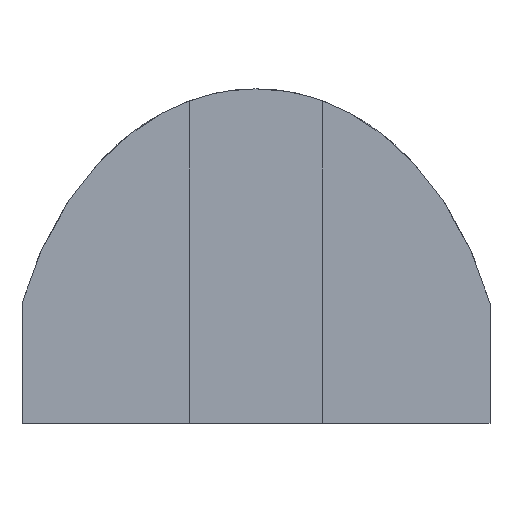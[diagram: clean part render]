
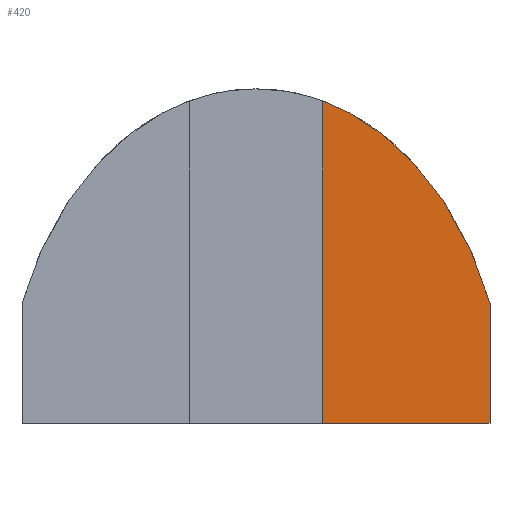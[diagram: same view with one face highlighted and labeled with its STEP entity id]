
A CAD part, front view. The second image highlights one B-rep face of the part: STEP entity #420.
In plain terms, the highlighted planar face has unit normal (0, -1, 0).
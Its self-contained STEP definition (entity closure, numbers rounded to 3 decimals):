
#22 = VERTEX_POINT('',#23);
#23 = CARTESIAN_POINT('',(35.,-15.,0.));
#32 = PLANE('',#33);
#33 = AXIS2_PLACEMENT_3D('',#34,#35,#36);
#34 = CARTESIAN_POINT('',(35.,-15.,0.));
#35 = DIRECTION('',(1.,0.,0.));
#36 = DIRECTION('',(0.,-1.,0.));
#44 = PLANE('',#45);
#45 = AXIS2_PLACEMENT_3D('',#46,#47,#48);
#46 = CARTESIAN_POINT('',(35.,-15.,0.));
#47 = DIRECTION('',(0.,0.,-1.));
#48 = DIRECTION('',(-1.,0.,0.));
#56 = EDGE_CURVE('',#22,#57,#59,.T.);
#57 = VERTEX_POINT('',#58);
#58 = CARTESIAN_POINT('',(35.,-15.,17.951));
#59 = SURFACE_CURVE('',#60,(#64,#71),.PCURVE_S1.);
#60 = LINE('',#61,#62);
#61 = CARTESIAN_POINT('',(35.,-15.,0.));
#62 = VECTOR('',#63,1.);
#63 = DIRECTION('',(0.,0.,1.));
#64 = PCURVE('',#32,#65);
#65 = DEFINITIONAL_REPRESENTATION('',(#66),#70);
#66 = LINE('',#67,#68);
#67 = CARTESIAN_POINT('',(0.,0.));
#68 = VECTOR('',#69,1.);
#69 = DIRECTION('',(0.,-1.));
#70 = ( GEOMETRIC_REPRESENTATION_CONTEXT(2) 
PARAMETRIC_REPRESENTATION_CONTEXT() REPRESENTATION_CONTEXT('2D SPACE',''
  ) );
#71 = PCURVE('',#72,#77);
#72 = PLANE('',#73);
#73 = AXIS2_PLACEMENT_3D('',#74,#75,#76);
#74 = CARTESIAN_POINT('',(35.,-15.,0.));
#75 = DIRECTION('',(0.,1.,0.));
#76 = DIRECTION('',(1.,0.,0.));
#77 = DEFINITIONAL_REPRESENTATION('',(#78),#82);
#78 = LINE('',#79,#80);
#79 = CARTESIAN_POINT('',(0.,0.));
#80 = VECTOR('',#81,1.);
#81 = DIRECTION('',(0.,-1.));
#82 = ( GEOMETRIC_REPRESENTATION_CONTEXT(2) 
PARAMETRIC_REPRESENTATION_CONTEXT() REPRESENTATION_CONTEXT('2D SPACE',''
  ) );
#158 = SURFACE_OF_LINEAR_EXTRUSION('',#159,#164);
#159 = ELLIPSE('',#160,50.,37.5);
#160 = AXIS2_PLACEMENT_3D('',#161,#162,#163);
#161 = CARTESIAN_POINT('',(0.,25.,0.)
  );
#162 = DIRECTION('',(0.,1.,0.));
#163 = DIRECTION('',(0.,0.,-1.));
#164 = VECTOR('',#165,1.);
#165 = DIRECTION('',(0.,1.,0.));
#259 = EDGE_CURVE('',#22,#260,#262,.T.);
#260 = VERTEX_POINT('',#261);
#261 = CARTESIAN_POINT('',(6.,-15.,0.));
#262 = SURFACE_CURVE('',#263,(#267,#274),.PCURVE_S1.);
#263 = LINE('',#264,#265);
#264 = CARTESIAN_POINT('',(35.,-15.,0.));
#265 = VECTOR('',#266,1.);
#266 = DIRECTION('',(-1.,0.,0.));
#267 = PCURVE('',#44,#268);
#268 = DEFINITIONAL_REPRESENTATION('',(#269),#273);
#269 = LINE('',#270,#271);
#270 = CARTESIAN_POINT('',(0.,0.));
#271 = VECTOR('',#272,1.);
#272 = DIRECTION('',(1.,0.));
#273 = ( GEOMETRIC_REPRESENTATION_CONTEXT(2) 
PARAMETRIC_REPRESENTATION_CONTEXT() REPRESENTATION_CONTEXT('2D SPACE',''
  ) );
#274 = PCURVE('',#72,#275);
#275 = DEFINITIONAL_REPRESENTATION('',(#276),#280);
#276 = LINE('',#277,#278);
#277 = CARTESIAN_POINT('',(0.,0.));
#278 = VECTOR('',#279,1.);
#279 = DIRECTION('',(-1.,0.));
#280 = ( GEOMETRIC_REPRESENTATION_CONTEXT(2) 
PARAMETRIC_REPRESENTATION_CONTEXT() REPRESENTATION_CONTEXT('2D SPACE',''
  ) );
#420 = ADVANCED_FACE('',(#421),#72,.F.);
#421 = FACE_BOUND('',#422,.T.);
#422 = EDGE_LOOP('',(#423,#424,#425,#505));
#423 = ORIENTED_EDGE('',*,*,#259,.F.);
#424 = ORIENTED_EDGE('',*,*,#56,.T.);
#425 = ORIENTED_EDGE('',*,*,#426,.T.);
#426 = EDGE_CURVE('',#57,#427,#429,.T.);
#427 = VERTEX_POINT('',#428);
#428 = CARTESIAN_POINT('',(6.,-15.,49.356));
#429 = SURFACE_CURVE('',#430,(#453,#479),.PCURVE_S1.);
#430 = B_SPLINE_CURVE_WITH_KNOTS('',5,(#431,#432,#433,#434,#435,#436,
    #437,#438,#439,#440,#441,#442,#443,#444,#445,#446,#447,#448,#449,
    #450,#451,#452),.UNSPECIFIED.,.F.,.F.,(6,4,4,4,4,6),(0.,
    0.205,0.409,0.608,0.802,1.),
  .UNSPECIFIED.);
#431 = CARTESIAN_POINT('',(35.,-15.,17.951));
#432 = CARTESIAN_POINT('',(34.454,-15.,19.843));
#433 = CARTESIAN_POINT('',(33.834,-15.,21.706));
#434 = CARTESIAN_POINT('',(33.14,-15.,23.533));
#435 = CARTESIAN_POINT('',(32.374,-15.,25.319));
#436 = CARTESIAN_POINT('',(30.704,-15.,28.78));
#437 = CARTESIAN_POINT('',(29.801,-15.,30.455));
#438 = CARTESIAN_POINT('',(28.829,-15.,32.078));
#439 = CARTESIAN_POINT('',(27.789,-15.,33.639));
#440 = CARTESIAN_POINT('',(25.604,-15.,36.589));
#441 = CARTESIAN_POINT('',(24.462,-15.,37.981));
#442 = CARTESIAN_POINT('',(23.26,-15.,39.302));
#443 = CARTESIAN_POINT('',(22.001,-15.,40.545));
#444 = CARTESIAN_POINT('',(19.405,-15.,42.834));
#445 = CARTESIAN_POINT('',(18.072,-15.,43.884));
#446 = CARTESIAN_POINT('',(16.691,-15.,44.847));
#447 = CARTESIAN_POINT('',(15.267,-15.,45.717));
#448 = CARTESIAN_POINT('',(12.31,-15.,47.278));
#449 = CARTESIAN_POINT('',(10.775,-15.,47.965));
#450 = CARTESIAN_POINT('',(9.207,-15.,48.543));
#451 = CARTESIAN_POINT('',(7.613,-15.,49.007));
#452 = CARTESIAN_POINT('',(6.,-15.,49.356));
#453 = PCURVE('',#72,#454);
#454 = DEFINITIONAL_REPRESENTATION('',(#455),#478);
#455 = B_SPLINE_CURVE_WITH_KNOTS('',5,(#456,#457,#458,#459,#460,#461,
    #462,#463,#464,#465,#466,#467,#468,#469,#470,#471,#472,#473,#474,
    #475,#476,#477),.UNSPECIFIED.,.F.,.F.,(6,4,4,4,4,6),(0.,
    0.205,0.409,0.608,0.802,1.),
  .UNSPECIFIED.);
#456 = CARTESIAN_POINT('',(0.,-17.951));
#457 = CARTESIAN_POINT('',(-0.546,-19.843));
#458 = CARTESIAN_POINT('',(-1.166,-21.706));
#459 = CARTESIAN_POINT('',(-1.86,-23.533));
#460 = CARTESIAN_POINT('',(-2.626,-25.319));
#461 = CARTESIAN_POINT('',(-4.296,-28.78));
#462 = CARTESIAN_POINT('',(-5.199,-30.455));
#463 = CARTESIAN_POINT('',(-6.171,-32.078));
#464 = CARTESIAN_POINT('',(-7.211,-33.639));
#465 = CARTESIAN_POINT('',(-9.396,-36.589));
#466 = CARTESIAN_POINT('',(-10.538,-37.981));
#467 = CARTESIAN_POINT('',(-11.74,-39.302));
#468 = CARTESIAN_POINT('',(-12.999,-40.545));
#469 = CARTESIAN_POINT('',(-15.595,-42.834));
#470 = CARTESIAN_POINT('',(-16.928,-43.884));
#471 = CARTESIAN_POINT('',(-18.309,-44.847));
#472 = CARTESIAN_POINT('',(-19.733,-45.717));
#473 = CARTESIAN_POINT('',(-22.69,-47.278));
#474 = CARTESIAN_POINT('',(-24.225,-47.965));
#475 = CARTESIAN_POINT('',(-25.793,-48.543));
#476 = CARTESIAN_POINT('',(-27.387,-49.007));
#477 = CARTESIAN_POINT('',(-29.,-49.356));
#478 = ( GEOMETRIC_REPRESENTATION_CONTEXT(2) 
PARAMETRIC_REPRESENTATION_CONTEXT() REPRESENTATION_CONTEXT('2D SPACE',''
  ) );
#479 = PCURVE('',#158,#480);
#480 = DEFINITIONAL_REPRESENTATION('',(#481),#504);
#481 = B_SPLINE_CURVE_WITH_KNOTS('',5,(#482,#483,#484,#485,#486,#487,
    #488,#489,#490,#491,#492,#493,#494,#495,#496,#497,#498,#499,#500,
    #501,#502,#503),.UNSPECIFIED.,.F.,.F.,(6,4,4,4,4,6),(0.,
    0.205,0.409,0.608,0.802,1.),
  .UNSPECIFIED.);
#482 = CARTESIAN_POINT('',(4.345,-40.));
#483 = CARTESIAN_POINT('',(4.305,-40.));
#484 = CARTESIAN_POINT('',(4.264,-40.));
#485 = CARTESIAN_POINT('',(4.223,-40.));
#486 = CARTESIAN_POINT('',(4.182,-40.));
#487 = CARTESIAN_POINT('',(4.1,-40.));
#488 = CARTESIAN_POINT('',(4.058,-40.));
#489 = CARTESIAN_POINT('',(4.017,-40.));
#490 = CARTESIAN_POINT('',(3.975,-40.));
#491 = CARTESIAN_POINT('',(3.892,-40.));
#492 = CARTESIAN_POINT('',(3.851,-40.));
#493 = CARTESIAN_POINT('',(3.81,-40.));
#494 = CARTESIAN_POINT('',(3.768,-40.));
#495 = CARTESIAN_POINT('',(3.685,-40.));
#496 = CARTESIAN_POINT('',(3.644,-40.));
#497 = CARTESIAN_POINT('',(3.602,-40.));
#498 = CARTESIAN_POINT('',(3.561,-40.));
#499 = CARTESIAN_POINT('',(3.476,-40.));
#500 = CARTESIAN_POINT('',(3.433,-40.));
#501 = CARTESIAN_POINT('',(3.389,-40.));
#502 = CARTESIAN_POINT('',(3.346,-40.));
#503 = CARTESIAN_POINT('',(3.302,-40.));
#504 = ( GEOMETRIC_REPRESENTATION_CONTEXT(2) 
PARAMETRIC_REPRESENTATION_CONTEXT() REPRESENTATION_CONTEXT('2D SPACE',''
  ) );
#505 = ORIENTED_EDGE('',*,*,#506,.F.);
#506 = EDGE_CURVE('',#260,#427,#507,.T.);
#507 = SURFACE_CURVE('',#508,(#512,#519),.PCURVE_S1.);
#508 = LINE('',#509,#510);
#509 = CARTESIAN_POINT('',(6.,-15.,0.));
#510 = VECTOR('',#511,1.);
#511 = DIRECTION('',(0.,0.,1.));
#512 = PCURVE('',#72,#513);
#513 = DEFINITIONAL_REPRESENTATION('',(#514),#518);
#514 = LINE('',#515,#516);
#515 = CARTESIAN_POINT('',(-29.,0.));
#516 = VECTOR('',#517,1.);
#517 = DIRECTION('',(0.,-1.));
#518 = ( GEOMETRIC_REPRESENTATION_CONTEXT(2) 
PARAMETRIC_REPRESENTATION_CONTEXT() REPRESENTATION_CONTEXT('2D SPACE',''
  ) );
#519 = PCURVE('',#520,#525);
#520 = PLANE('',#521);
#521 = AXIS2_PLACEMENT_3D('',#522,#523,#524);
#522 = CARTESIAN_POINT('',(6.,-15.,0.));
#523 = DIRECTION('',(-0.868,-0.496,0.));
#524 = DIRECTION('',(-0.496,0.868,0.));
#525 = DEFINITIONAL_REPRESENTATION('',(#526),#530);
#526 = LINE('',#527,#528);
#527 = CARTESIAN_POINT('',(0.,0.));
#528 = VECTOR('',#529,1.);
#529 = DIRECTION('',(0.,-1.));
#530 = ( GEOMETRIC_REPRESENTATION_CONTEXT(2) 
PARAMETRIC_REPRESENTATION_CONTEXT() REPRESENTATION_CONTEXT('2D SPACE',''
  ) );
